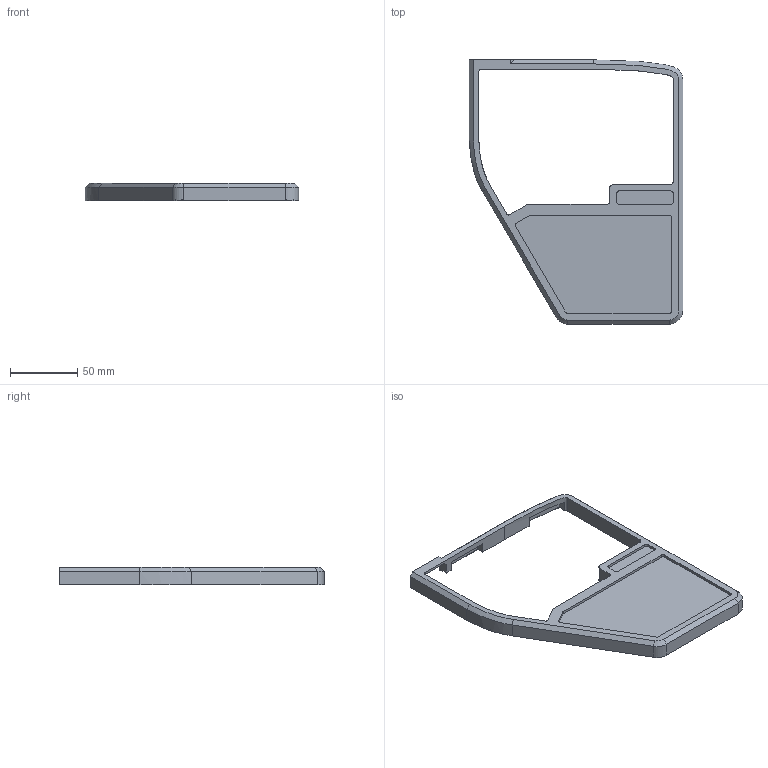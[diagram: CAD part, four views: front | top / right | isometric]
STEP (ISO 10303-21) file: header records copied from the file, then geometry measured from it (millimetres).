
FILE_DESCRIPTION(/* description */ (''),/* implementation_level */ '2;1');
FILE_NAME(/* name */ 'TopHousing.step',/* time_stamp */ '2025-07-10T19:42:25+02:00',/* author */ (''),/* organization */ (''),/* preprocessor_version */ 'ST-DEVELOPER v20.1',/* originating_system */ 'Autodesk Translation Framework v14.10.0.0',/* authorisation */ '');
FILE_SCHEMA (('AUTOMOTIVE_DESIGN { 1 0 10303 214 3 1 1 }'));
Length unit declared in the file: millimetre
Products named in the file (1): Top Housing Taped Wristrest
Bounding box: 158.52 x 196.42 x 13 mm (x, y, z)
Volume: 135010.9 mm3; surface area: 42523.7 mm2
Topology: 1 solids, 1 shells, 112 faces, 293 edges, 193 vertices
Faces by surface type: plane 75, cylinder 27, bspline 8, cone 2
Full cylindrical faces by diameter (mm): 3.2 x1, 4 x6, 6.2 x2
Entity records: 4193 total; most frequent: CARTESIAN_POINT 1397, ORIENTED_EDGE 586, DIRECTION 539, EDGE_CURVE 293, LINE 213, VECTOR 213, VERTEX_POINT 193, AXIS2_PLACEMENT_3D 163
